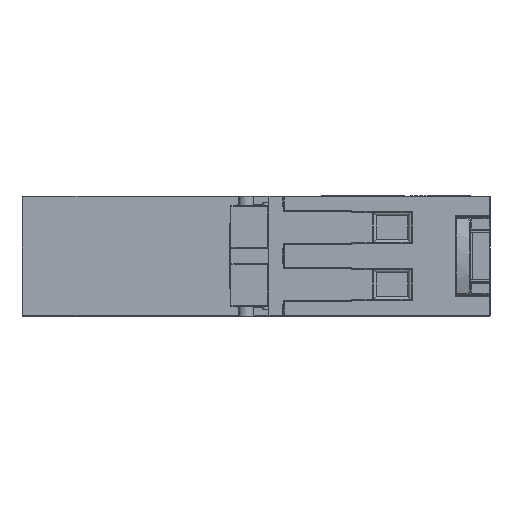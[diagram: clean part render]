
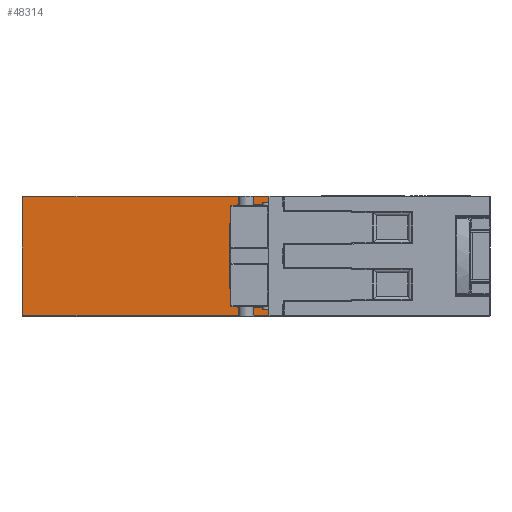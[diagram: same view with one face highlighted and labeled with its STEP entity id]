
A CAD part, left-side view. The second image highlights one B-rep face of the part: STEP entity #48314.
In plain terms, the highlighted planar face has unit normal (-1, 0, 0).
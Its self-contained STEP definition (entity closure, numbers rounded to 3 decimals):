
#3762=LINE('',#94547,#7869);
#3776=LINE('',#94622,#7883);
#3798=LINE('',#94837,#7905);
#3836=LINE('',#95362,#7943);
#3933=LINE('',#96240,#8040);
#3935=LINE('',#96243,#8042);
#3962=LINE('',#96286,#8069);
#3964=LINE('',#96289,#8071);
#3981=LINE('',#96316,#8088);
#4007=LINE('',#96356,#8114);
#4012=LINE('',#96364,#8119);
#4043=LINE('',#96411,#8150);
#7869=VECTOR('',#58795,10.);
#7883=VECTOR('',#58885,10.);
#7905=VECTOR('',#59045,10.);
#7943=VECTOR('',#59427,10.);
#8040=VECTOR('',#60070,10.);
#8042=VECTOR('',#60074,10.);
#8069=VECTOR('',#60133,10.);
#8071=VECTOR('',#60137,10.);
#8088=VECTOR('',#60174,10.);
#8114=VECTOR('',#60228,10.);
#8119=VECTOR('',#60239,10.);
#8150=VECTOR('',#60302,10.);
#10306=PLANE('',#51616);
#14272=FACE_OUTER_BOUND('',#17213,.T.);
#17213=EDGE_LOOP('',(#42819,#42820,#42821,#42822,#42823,#42824,#42825,#42826,
#42827,#42828,#42829,#42830,#42831,#42832,#42833,#42834));
#18343=CIRCLE('',#50663,0.2);
#18389=CIRCLE('',#50735,0.2);
#18474=CIRCLE('',#50870,0.2);
#18517=CIRCLE('',#50935,0.2);
#23626=VERTEX_POINT('',#94233);
#23627=VERTEX_POINT('',#94235);
#23668=VERTEX_POINT('',#94537);
#23669=VERTEX_POINT('',#94538);
#23694=VERTEX_POINT('',#94617);
#23732=VERTEX_POINT('',#94830);
#23746=VERTEX_POINT('',#94881);
#23747=VERTEX_POINT('',#94882);
#23789=VERTEX_POINT('',#95126);
#23790=VERTEX_POINT('',#95128);
#23796=VERTEX_POINT('',#95147);
#23833=VERTEX_POINT('',#95338);
#23839=VERTEX_POINT('',#95355);
#23870=VERTEX_POINT('',#95588);
#23871=VERTEX_POINT('',#95595);
#23903=VERTEX_POINT('',#95771);
#29442=EDGE_CURVE('',#23626,#23627,#18343,.T.);
#29511=EDGE_CURVE('',#23668,#23669,#18389,.T.);
#29516=EDGE_CURVE('',#23669,#23626,#3762,.T.);
#29554=EDGE_CURVE('',#23627,#23694,#3776,.T.);
#29620=EDGE_CURVE('',#23732,#23668,#3798,.T.);
#29643=EDGE_CURVE('',#23746,#23747,#18474,.T.);
#29702=EDGE_CURVE('',#23789,#23790,#18517,.T.);
#29776=EDGE_CURVE('',#23796,#23839,#3836,.T.);
#30039=EDGE_CURVE('',#23871,#23903,#3933,.T.);
#30041=EDGE_CURVE('',#23903,#23870,#3935,.T.);
#30068=EDGE_CURVE('',#23839,#23871,#3962,.T.);
#30070=EDGE_CURVE('',#23870,#23833,#3964,.T.);
#30087=EDGE_CURVE('',#23833,#23789,#3981,.T.);
#30113=EDGE_CURVE('',#23747,#23796,#4007,.T.);
#30118=EDGE_CURVE('',#23790,#23732,#4012,.T.);
#30149=EDGE_CURVE('',#23694,#23746,#4043,.T.);
#42819=ORIENTED_EDGE('',*,*,#30039,.F.);
#42820=ORIENTED_EDGE('',*,*,#30068,.F.);
#42821=ORIENTED_EDGE('',*,*,#29776,.F.);
#42822=ORIENTED_EDGE('',*,*,#30113,.F.);
#42823=ORIENTED_EDGE('',*,*,#29643,.F.);
#42824=ORIENTED_EDGE('',*,*,#30149,.F.);
#42825=ORIENTED_EDGE('',*,*,#29554,.F.);
#42826=ORIENTED_EDGE('',*,*,#29442,.F.);
#42827=ORIENTED_EDGE('',*,*,#29516,.F.);
#42828=ORIENTED_EDGE('',*,*,#29511,.F.);
#42829=ORIENTED_EDGE('',*,*,#29620,.F.);
#42830=ORIENTED_EDGE('',*,*,#30118,.F.);
#42831=ORIENTED_EDGE('',*,*,#29702,.F.);
#42832=ORIENTED_EDGE('',*,*,#30087,.F.);
#42833=ORIENTED_EDGE('',*,*,#30070,.F.);
#42834=ORIENTED_EDGE('',*,*,#30041,.F.);
#48314=ADVANCED_FACE('',(#14272),#10306,.T.);
#50663=AXIS2_PLACEMENT_3D('',#94236,#58619,#58620);
#50735=AXIS2_PLACEMENT_3D('',#94539,#58784,#58785);
#50870=AXIS2_PLACEMENT_3D('',#94883,#59101,#59102);
#50935=AXIS2_PLACEMENT_3D('',#95129,#59243,#59244);
#51616=AXIS2_PLACEMENT_3D('',#97058,#61126,#61127);
#58619=DIRECTION('center_axis',(-1.,0.,0.));
#58620=DIRECTION('ref_axis',(0.,0.707,-0.707));
#58784=DIRECTION('center_axis',(-1.,0.,0.));
#58785=DIRECTION('ref_axis',(0.,0.707,0.707));
#58795=DIRECTION('',(0.,0.,-1.));
#58885=DIRECTION('',(0.,-1.,0.));
#59045=DIRECTION('',(0.,1.,0.));
#59101=DIRECTION('center_axis',(-1.,0.,0.));
#59102=DIRECTION('ref_axis',(0.,0.707,-0.707));
#59243=DIRECTION('center_axis',(-1.,0.,0.));
#59244=DIRECTION('ref_axis',(0.,0.707,0.707));
#59427=DIRECTION('',(0.,0.,-1.));
#60070=DIRECTION('',(0.,0.,1.));
#60074=DIRECTION('',(0.,-1.,0.));
#60133=DIRECTION('',(0.,1.,0.));
#60137=DIRECTION('',(0.,0.,-1.));
#60174=DIRECTION('',(0.,1.,0.));
#60228=DIRECTION('',(0.,-1.,0.));
#60239=DIRECTION('',(0.,0.,-1.));
#60302=DIRECTION('',(0.,0.,-1.));
#61126=DIRECTION('center_axis',(-1.,0.,0.));
#61127=DIRECTION('ref_axis',(0.,1.,0.));
#94233=CARTESIAN_POINT('',(52.4,34.3,-12.1));
#94235=CARTESIAN_POINT('',(52.4,34.1,-12.3));
#94236=CARTESIAN_POINT('Origin',(52.4,34.1,-12.1));
#94537=CARTESIAN_POINT('',(52.4,34.1,-3.5));
#94538=CARTESIAN_POINT('',(52.4,34.3,-3.7));
#94539=CARTESIAN_POINT('Origin',(52.4,34.1,-3.7));
#94547=CARTESIAN_POINT('',(52.4,34.3,0.));
#94617=CARTESIAN_POINT('',(52.4,33.4,-12.3));
#94622=CARTESIAN_POINT('',(52.4,34.2,-12.3));
#94830=CARTESIAN_POINT('',(52.4,33.4,-3.5));
#94837=CARTESIAN_POINT('',(52.4,34.2,-3.5));
#94881=CARTESIAN_POINT('',(52.4,33.4,-14.45));
#94882=CARTESIAN_POINT('',(52.4,33.2,-14.65));
#94883=CARTESIAN_POINT('Origin',(52.4,33.2,-14.45));
#95126=CARTESIAN_POINT('',(52.4,33.2,-1.15));
#95128=CARTESIAN_POINT('',(52.4,33.4,-1.35));
#95129=CARTESIAN_POINT('Origin',(52.4,33.2,-1.35));
#95147=CARTESIAN_POINT('',(52.4,27.3,-14.65));
#95338=CARTESIAN_POINT('',(52.4,27.3,-1.15));
#95355=CARTESIAN_POINT('',(52.4,27.3,-15.7));
#95362=CARTESIAN_POINT('',(52.4,27.3,-7.9));
#95588=CARTESIAN_POINT('',(52.4,27.3,-0.1));
#95595=CARTESIAN_POINT('',(52.4,61.5,-15.7));
#95771=CARTESIAN_POINT('',(52.4,61.5,-0.1));
#96240=CARTESIAN_POINT('',(52.4,61.5,0.));
#96243=CARTESIAN_POINT('',(52.4,32.5,-0.1));
#96286=CARTESIAN_POINT('',(52.4,32.5,-15.7));
#96289=CARTESIAN_POINT('',(52.4,27.3,0.));
#96316=CARTESIAN_POINT('',(52.4,31.8,-1.15));
#96356=CARTESIAN_POINT('',(52.4,31.8,-14.65));
#96364=CARTESIAN_POINT('',(52.4,33.4,-1.213));
#96411=CARTESIAN_POINT('',(52.4,33.4,-6.688));
#97058=CARTESIAN_POINT('Origin',(52.4,34.2,0.));
